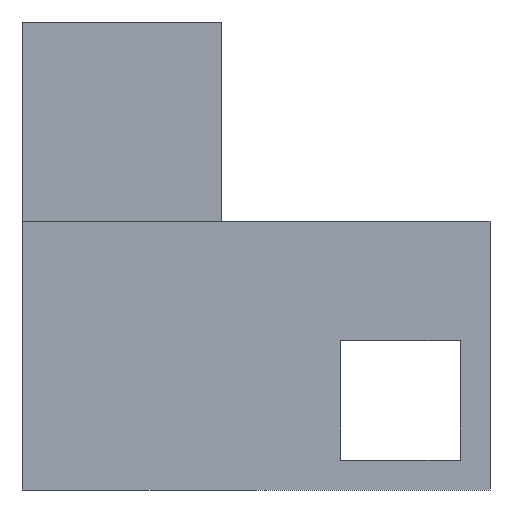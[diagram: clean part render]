
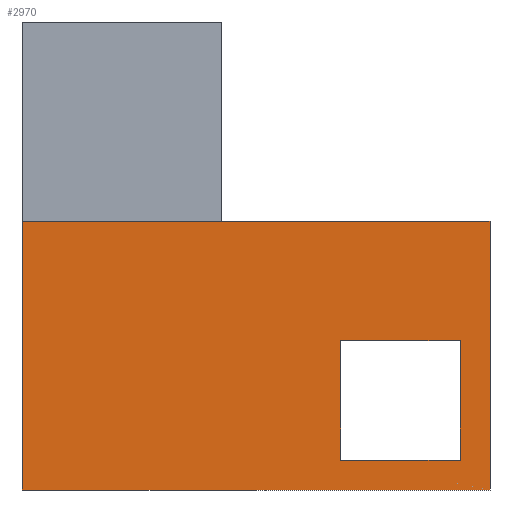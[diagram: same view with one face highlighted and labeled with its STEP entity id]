
A CAD part, front view. The second image highlights one B-rep face of the part: STEP entity #2970.
In plain terms, the highlighted planar face has unit normal (0, -1, 0).
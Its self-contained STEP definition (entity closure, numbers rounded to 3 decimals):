
#142 = VERTEX_POINT('',#143);
#143 = CARTESIAN_POINT('',(0.,0.,0.));
#159 = PLANE('',#160);
#160 = AXIS2_PLACEMENT_3D('',#161,#162,#163);
#161 = CARTESIAN_POINT('',(20.,0.,0.));
#162 = DIRECTION('',(0.,-1.,0.));
#163 = DIRECTION('',(-1.,0.,0.));
#230 = PLANE('',#231);
#231 = AXIS2_PLACEMENT_3D('',#232,#233,#234);
#232 = CARTESIAN_POINT('',(0.,30.,0.));
#233 = DIRECTION('',(-1.,-0.,-0.));
#234 = DIRECTION('',(0.,-1.,0.));
#270 = VERTEX_POINT('',#271);
#271 = CARTESIAN_POINT('',(20.,0.,0.));
#308 = PLANE('',#309);
#309 = AXIS2_PLACEMENT_3D('',#310,#311,#312);
#310 = CARTESIAN_POINT('',(23.5,15.,0.));
#311 = DIRECTION('',(0.,0.,1.));
#312 = DIRECTION('',(1.,0.,0.));
#1264 = EDGE_CURVE('',#270,#142,#1265,.T.);
#1265 = SURFACE_CURVE('',#1266,(#1270,#1277),.PCURVE_S1.);
#1266 = LINE('',#1267,#1268);
#1267 = CARTESIAN_POINT('',(20.,0.,0.));
#1268 = VECTOR('',#1269,1.);
#1269 = DIRECTION('',(-1.,0.,0.));
#1270 = PCURVE('',#159,#1271);
#1271 = DEFINITIONAL_REPRESENTATION('',(#1272),#1276);
#1272 = LINE('',#1273,#1274);
#1273 = CARTESIAN_POINT('',(0.,-0.));
#1274 = VECTOR('',#1275,1.);
#1275 = DIRECTION('',(1.,0.));
#1276 = ( GEOMETRIC_REPRESENTATION_CONTEXT(2) 
PARAMETRIC_REPRESENTATION_CONTEXT() REPRESENTATION_CONTEXT('2D SPACE',''
  ) );
#1277 = PCURVE('',#1278,#1283);
#1278 = PLANE('',#1279);
#1279 = AXIS2_PLACEMENT_3D('',#1280,#1281,#1282);
#1280 = CARTESIAN_POINT('',(0.,0.,0.));
#1281 = DIRECTION('',(0.,-1.,0.));
#1282 = DIRECTION('',(1.,0.,0.));
#1283 = DEFINITIONAL_REPRESENTATION('',(#1284),#1288);
#1284 = LINE('',#1285,#1286);
#1285 = CARTESIAN_POINT('',(20.,0.));
#1286 = VECTOR('',#1287,1.);
#1287 = DIRECTION('',(-1.,0.));
#1288 = ( GEOMETRIC_REPRESENTATION_CONTEXT(2) 
PARAMETRIC_REPRESENTATION_CONTEXT() REPRESENTATION_CONTEXT('2D SPACE',''
  ) );
#1317 = VERTEX_POINT('',#1318);
#1318 = CARTESIAN_POINT('',(0.,0.,-27.));
#1332 = PLANE('',#1333);
#1333 = AXIS2_PLACEMENT_3D('',#1334,#1335,#1336);
#1334 = CARTESIAN_POINT('',(23.5,15.,-27.));
#1335 = DIRECTION('',(0.,0.,1.));
#1336 = DIRECTION('',(1.,0.,0.));
#1344 = EDGE_CURVE('',#142,#1317,#1345,.T.);
#1345 = SURFACE_CURVE('',#1346,(#1350,#1357),.PCURVE_S1.);
#1346 = LINE('',#1347,#1348);
#1347 = CARTESIAN_POINT('',(0.,0.,0.));
#1348 = VECTOR('',#1349,1.);
#1349 = DIRECTION('',(0.,0.,-1.));
#1350 = PCURVE('',#230,#1351);
#1351 = DEFINITIONAL_REPRESENTATION('',(#1352),#1356);
#1352 = LINE('',#1353,#1354);
#1353 = CARTESIAN_POINT('',(30.,0.));
#1354 = VECTOR('',#1355,1.);
#1355 = DIRECTION('',(0.,-1.));
#1356 = ( GEOMETRIC_REPRESENTATION_CONTEXT(2) 
PARAMETRIC_REPRESENTATION_CONTEXT() REPRESENTATION_CONTEXT('2D SPACE',''
  ) );
#1357 = PCURVE('',#1278,#1358);
#1358 = DEFINITIONAL_REPRESENTATION('',(#1359),#1363);
#1359 = LINE('',#1360,#1361);
#1360 = CARTESIAN_POINT('',(0.,0.));
#1361 = VECTOR('',#1362,1.);
#1362 = DIRECTION('',(0.,-1.));
#1363 = ( GEOMETRIC_REPRESENTATION_CONTEXT(2) 
PARAMETRIC_REPRESENTATION_CONTEXT() REPRESENTATION_CONTEXT('2D SPACE',''
  ) );
#1370 = EDGE_CURVE('',#270,#1371,#1373,.T.);
#1371 = VERTEX_POINT('',#1372);
#1372 = CARTESIAN_POINT('',(47.,0.,0.));
#1373 = SURFACE_CURVE('',#1374,(#1378,#1385),.PCURVE_S1.);
#1374 = LINE('',#1375,#1376);
#1375 = CARTESIAN_POINT('',(0.,0.,0.));
#1376 = VECTOR('',#1377,1.);
#1377 = DIRECTION('',(1.,0.,0.));
#1378 = PCURVE('',#308,#1379);
#1379 = DEFINITIONAL_REPRESENTATION('',(#1380),#1384);
#1380 = LINE('',#1381,#1382);
#1381 = CARTESIAN_POINT('',(-23.5,-15.));
#1382 = VECTOR('',#1383,1.);
#1383 = DIRECTION('',(1.,0.));
#1384 = ( GEOMETRIC_REPRESENTATION_CONTEXT(2) 
PARAMETRIC_REPRESENTATION_CONTEXT() REPRESENTATION_CONTEXT('2D SPACE',''
  ) );
#1385 = PCURVE('',#1278,#1386);
#1386 = DEFINITIONAL_REPRESENTATION('',(#1387),#1391);
#1387 = LINE('',#1388,#1389);
#1388 = CARTESIAN_POINT('',(0.,0.));
#1389 = VECTOR('',#1390,1.);
#1390 = DIRECTION('',(1.,0.));
#1391 = ( GEOMETRIC_REPRESENTATION_CONTEXT(2) 
PARAMETRIC_REPRESENTATION_CONTEXT() REPRESENTATION_CONTEXT('2D SPACE',''
  ) );
#1409 = PLANE('',#1410);
#1410 = AXIS2_PLACEMENT_3D('',#1411,#1412,#1413);
#1411 = CARTESIAN_POINT('',(47.,0.,0.));
#1412 = DIRECTION('',(1.,0.,0.));
#1413 = DIRECTION('',(0.,1.,0.));
#1512 = PLANE('',#1513);
#1513 = AXIS2_PLACEMENT_3D('',#1514,#1515,#1516);
#1514 = CARTESIAN_POINT('',(44.,30.,-24.));
#1515 = DIRECTION('',(-1.,0.,0.));
#1516 = DIRECTION('',(0.,0.,1.));
#1540 = PLANE('',#1541);
#1541 = AXIS2_PLACEMENT_3D('',#1542,#1543,#1544);
#1542 = CARTESIAN_POINT('',(44.,30.,-12.));
#1543 = DIRECTION('',(-0.,0.,-1.));
#1544 = DIRECTION('',(-1.,0.,0.));
#1568 = PLANE('',#1569);
#1569 = AXIS2_PLACEMENT_3D('',#1570,#1571,#1572);
#1570 = CARTESIAN_POINT('',(32.,30.,-12.));
#1571 = DIRECTION('',(1.,0.,0.));
#1572 = DIRECTION('',(0.,0.,-1.));
#1594 = PLANE('',#1595);
#1595 = AXIS2_PLACEMENT_3D('',#1596,#1597,#1598);
#1596 = CARTESIAN_POINT('',(32.,30.,-24.));
#1597 = DIRECTION('',(0.,0.,1.));
#1598 = DIRECTION('',(1.,0.,0.));
#2970 = ADVANCED_FACE('',(#2971,#3020),#1278,.T.);
#2971 = FACE_BOUND('',#2972,.T.);
#2972 = EDGE_LOOP('',(#2973,#2974,#2997,#3018,#3019));
#2973 = ORIENTED_EDGE('',*,*,#1344,.T.);
#2974 = ORIENTED_EDGE('',*,*,#2975,.T.);
#2975 = EDGE_CURVE('',#1317,#2976,#2978,.T.);
#2976 = VERTEX_POINT('',#2977);
#2977 = CARTESIAN_POINT('',(47.,0.,-27.));
#2978 = SURFACE_CURVE('',#2979,(#2983,#2990),.PCURVE_S1.);
#2979 = LINE('',#2980,#2981);
#2980 = CARTESIAN_POINT('',(0.,0.,-27.));
#2981 = VECTOR('',#2982,1.);
#2982 = DIRECTION('',(1.,0.,0.));
#2983 = PCURVE('',#1278,#2984);
#2984 = DEFINITIONAL_REPRESENTATION('',(#2985),#2989);
#2985 = LINE('',#2986,#2987);
#2986 = CARTESIAN_POINT('',(0.,-27.));
#2987 = VECTOR('',#2988,1.);
#2988 = DIRECTION('',(1.,0.));
#2989 = ( GEOMETRIC_REPRESENTATION_CONTEXT(2) 
PARAMETRIC_REPRESENTATION_CONTEXT() REPRESENTATION_CONTEXT('2D SPACE',''
  ) );
#2990 = PCURVE('',#1332,#2991);
#2991 = DEFINITIONAL_REPRESENTATION('',(#2992),#2996);
#2992 = LINE('',#2993,#2994);
#2993 = CARTESIAN_POINT('',(-23.5,-15.));
#2994 = VECTOR('',#2995,1.);
#2995 = DIRECTION('',(1.,0.));
#2996 = ( GEOMETRIC_REPRESENTATION_CONTEXT(2) 
PARAMETRIC_REPRESENTATION_CONTEXT() REPRESENTATION_CONTEXT('2D SPACE',''
  ) );
#2997 = ORIENTED_EDGE('',*,*,#2998,.F.);
#2998 = EDGE_CURVE('',#1371,#2976,#2999,.T.);
#2999 = SURFACE_CURVE('',#3000,(#3004,#3011),.PCURVE_S1.);
#3000 = LINE('',#3001,#3002);
#3001 = CARTESIAN_POINT('',(47.,0.,0.));
#3002 = VECTOR('',#3003,1.);
#3003 = DIRECTION('',(0.,0.,-1.));
#3004 = PCURVE('',#1278,#3005);
#3005 = DEFINITIONAL_REPRESENTATION('',(#3006),#3010);
#3006 = LINE('',#3007,#3008);
#3007 = CARTESIAN_POINT('',(47.,0.));
#3008 = VECTOR('',#3009,1.);
#3009 = DIRECTION('',(0.,-1.));
#3010 = ( GEOMETRIC_REPRESENTATION_CONTEXT(2) 
PARAMETRIC_REPRESENTATION_CONTEXT() REPRESENTATION_CONTEXT('2D SPACE',''
  ) );
#3011 = PCURVE('',#1409,#3012);
#3012 = DEFINITIONAL_REPRESENTATION('',(#3013),#3017);
#3013 = LINE('',#3014,#3015);
#3014 = CARTESIAN_POINT('',(0.,0.));
#3015 = VECTOR('',#3016,1.);
#3016 = DIRECTION('',(0.,-1.));
#3017 = ( GEOMETRIC_REPRESENTATION_CONTEXT(2) 
PARAMETRIC_REPRESENTATION_CONTEXT() REPRESENTATION_CONTEXT('2D SPACE',''
  ) );
#3018 = ORIENTED_EDGE('',*,*,#1370,.F.);
#3019 = ORIENTED_EDGE('',*,*,#1264,.T.);
#3020 = FACE_BOUND('',#3021,.T.);
#3021 = EDGE_LOOP('',(#3022,#3047,#3070,#3093));
#3022 = ORIENTED_EDGE('',*,*,#3023,.F.);
#3023 = EDGE_CURVE('',#3024,#3026,#3028,.T.);
#3024 = VERTEX_POINT('',#3025);
#3025 = CARTESIAN_POINT('',(44.,0.,-12.));
#3026 = VERTEX_POINT('',#3027);
#3027 = CARTESIAN_POINT('',(32.,0.,-12.));
#3028 = SURFACE_CURVE('',#3029,(#3033,#3040),.PCURVE_S1.);
#3029 = LINE('',#3030,#3031);
#3030 = CARTESIAN_POINT('',(44.,0.,-12.));
#3031 = VECTOR('',#3032,1.);
#3032 = DIRECTION('',(-1.,0.,0.));
#3033 = PCURVE('',#1278,#3034);
#3034 = DEFINITIONAL_REPRESENTATION('',(#3035),#3039);
#3035 = LINE('',#3036,#3037);
#3036 = CARTESIAN_POINT('',(44.,-12.));
#3037 = VECTOR('',#3038,1.);
#3038 = DIRECTION('',(-1.,0.));
#3039 = ( GEOMETRIC_REPRESENTATION_CONTEXT(2) 
PARAMETRIC_REPRESENTATION_CONTEXT() REPRESENTATION_CONTEXT('2D SPACE',''
  ) );
#3040 = PCURVE('',#1540,#3041);
#3041 = DEFINITIONAL_REPRESENTATION('',(#3042),#3046);
#3042 = LINE('',#3043,#3044);
#3043 = CARTESIAN_POINT('',(0.,-30.));
#3044 = VECTOR('',#3045,1.);
#3045 = DIRECTION('',(1.,0.));
#3046 = ( GEOMETRIC_REPRESENTATION_CONTEXT(2) 
PARAMETRIC_REPRESENTATION_CONTEXT() REPRESENTATION_CONTEXT('2D SPACE',''
  ) );
#3047 = ORIENTED_EDGE('',*,*,#3048,.F.);
#3048 = EDGE_CURVE('',#3049,#3024,#3051,.T.);
#3049 = VERTEX_POINT('',#3050);
#3050 = CARTESIAN_POINT('',(44.,0.,-24.));
#3051 = SURFACE_CURVE('',#3052,(#3056,#3063),.PCURVE_S1.);
#3052 = LINE('',#3053,#3054);
#3053 = CARTESIAN_POINT('',(44.,0.,-24.));
#3054 = VECTOR('',#3055,1.);
#3055 = DIRECTION('',(0.,0.,1.));
#3056 = PCURVE('',#1278,#3057);
#3057 = DEFINITIONAL_REPRESENTATION('',(#3058),#3062);
#3058 = LINE('',#3059,#3060);
#3059 = CARTESIAN_POINT('',(44.,-24.));
#3060 = VECTOR('',#3061,1.);
#3061 = DIRECTION('',(0.,1.));
#3062 = ( GEOMETRIC_REPRESENTATION_CONTEXT(2) 
PARAMETRIC_REPRESENTATION_CONTEXT() REPRESENTATION_CONTEXT('2D SPACE',''
  ) );
#3063 = PCURVE('',#1512,#3064);
#3064 = DEFINITIONAL_REPRESENTATION('',(#3065),#3069);
#3065 = LINE('',#3066,#3067);
#3066 = CARTESIAN_POINT('',(0.,-30.));
#3067 = VECTOR('',#3068,1.);
#3068 = DIRECTION('',(1.,0.));
#3069 = ( GEOMETRIC_REPRESENTATION_CONTEXT(2) 
PARAMETRIC_REPRESENTATION_CONTEXT() REPRESENTATION_CONTEXT('2D SPACE',''
  ) );
#3070 = ORIENTED_EDGE('',*,*,#3071,.F.);
#3071 = EDGE_CURVE('',#3072,#3049,#3074,.T.);
#3072 = VERTEX_POINT('',#3073);
#3073 = CARTESIAN_POINT('',(32.,0.,-24.));
#3074 = SURFACE_CURVE('',#3075,(#3079,#3086),.PCURVE_S1.);
#3075 = LINE('',#3076,#3077);
#3076 = CARTESIAN_POINT('',(32.,0.,-24.));
#3077 = VECTOR('',#3078,1.);
#3078 = DIRECTION('',(1.,0.,0.));
#3079 = PCURVE('',#1278,#3080);
#3080 = DEFINITIONAL_REPRESENTATION('',(#3081),#3085);
#3081 = LINE('',#3082,#3083);
#3082 = CARTESIAN_POINT('',(32.,-24.));
#3083 = VECTOR('',#3084,1.);
#3084 = DIRECTION('',(1.,0.));
#3085 = ( GEOMETRIC_REPRESENTATION_CONTEXT(2) 
PARAMETRIC_REPRESENTATION_CONTEXT() REPRESENTATION_CONTEXT('2D SPACE',''
  ) );
#3086 = PCURVE('',#1594,#3087);
#3087 = DEFINITIONAL_REPRESENTATION('',(#3088),#3092);
#3088 = LINE('',#3089,#3090);
#3089 = CARTESIAN_POINT('',(0.,-30.));
#3090 = VECTOR('',#3091,1.);
#3091 = DIRECTION('',(1.,0.));
#3092 = ( GEOMETRIC_REPRESENTATION_CONTEXT(2) 
PARAMETRIC_REPRESENTATION_CONTEXT() REPRESENTATION_CONTEXT('2D SPACE',''
  ) );
#3093 = ORIENTED_EDGE('',*,*,#3094,.F.);
#3094 = EDGE_CURVE('',#3026,#3072,#3095,.T.);
#3095 = SURFACE_CURVE('',#3096,(#3100,#3107),.PCURVE_S1.);
#3096 = LINE('',#3097,#3098);
#3097 = CARTESIAN_POINT('',(32.,0.,-12.));
#3098 = VECTOR('',#3099,1.);
#3099 = DIRECTION('',(0.,0.,-1.));
#3100 = PCURVE('',#1278,#3101);
#3101 = DEFINITIONAL_REPRESENTATION('',(#3102),#3106);
#3102 = LINE('',#3103,#3104);
#3103 = CARTESIAN_POINT('',(32.,-12.));
#3104 = VECTOR('',#3105,1.);
#3105 = DIRECTION('',(0.,-1.));
#3106 = ( GEOMETRIC_REPRESENTATION_CONTEXT(2) 
PARAMETRIC_REPRESENTATION_CONTEXT() REPRESENTATION_CONTEXT('2D SPACE',''
  ) );
#3107 = PCURVE('',#1568,#3108);
#3108 = DEFINITIONAL_REPRESENTATION('',(#3109),#3113);
#3109 = LINE('',#3110,#3111);
#3110 = CARTESIAN_POINT('',(0.,-30.));
#3111 = VECTOR('',#3112,1.);
#3112 = DIRECTION('',(1.,0.));
#3113 = ( GEOMETRIC_REPRESENTATION_CONTEXT(2) 
PARAMETRIC_REPRESENTATION_CONTEXT() REPRESENTATION_CONTEXT('2D SPACE',''
  ) );
